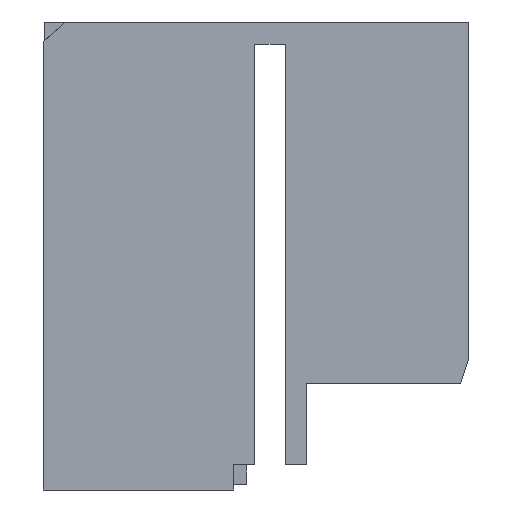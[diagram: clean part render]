
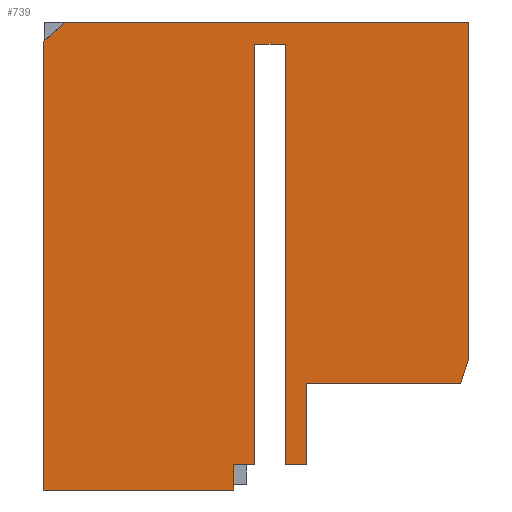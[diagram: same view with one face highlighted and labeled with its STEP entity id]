
A CAD part, front view. The second image highlights one B-rep face of the part: STEP entity #739.
In plain terms, the highlighted planar face has unit normal (0, -1, 0).
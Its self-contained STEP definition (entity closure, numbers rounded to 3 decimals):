
#54=FACE_OUTER_BOUND('',#94,.T.);
#94=EDGE_LOOP('',(#648,#649,#650,#651,#652,#653,#654,#655,#656,#657,#658,
#659,#660,#661));
#110=LINE('',#1008,#211);
#113=LINE('',#1013,#214);
#115=LINE('',#1018,#216);
#121=LINE('',#1029,#222);
#125=LINE('',#1037,#226);
#132=LINE('',#1051,#233);
#142=LINE('',#1071,#243);
#174=LINE('',#1131,#275);
#175=LINE('',#1136,#276);
#184=LINE('',#1153,#285);
#189=LINE('',#1163,#290);
#191=LINE('',#1168,#292);
#193=LINE('',#1172,#294);
#195=LINE('',#1175,#296);
#211=VECTOR('',#816,10.);
#214=VECTOR('',#821,10.);
#216=VECTOR('',#825,10.);
#222=VECTOR('',#835,10.);
#226=VECTOR('',#841,10.);
#233=VECTOR('',#850,10.);
#243=VECTOR('',#862,10.);
#275=VECTOR('',#924,10.);
#276=VECTOR('',#929,10.);
#285=VECTOR('',#942,10.);
#290=VECTOR('',#957,10.);
#292=VECTOR('',#963,10.);
#294=VECTOR('',#967,10.);
#296=VECTOR('',#971,10.);
#310=VERTEX_POINT('',#1005);
#311=VERTEX_POINT('',#1007);
#312=VERTEX_POINT('',#1011);
#313=VERTEX_POINT('',#1015);
#314=VERTEX_POINT('',#1017);
#317=VERTEX_POINT('',#1027);
#320=VERTEX_POINT('',#1035);
#326=VERTEX_POINT('',#1049);
#334=VERTEX_POINT('',#1068);
#335=VERTEX_POINT('',#1070);
#349=VERTEX_POINT('',#1134);
#350=VERTEX_POINT('',#1135);
#357=VERTEX_POINT('',#1167);
#358=VERTEX_POINT('',#1171);
#374=EDGE_CURVE('',#311,#310,#110,.T.);
#377=EDGE_CURVE('',#312,#310,#113,.T.);
#379=EDGE_CURVE('',#313,#314,#115,.T.);
#385=EDGE_CURVE('',#317,#313,#121,.T.);
#389=EDGE_CURVE('',#312,#320,#125,.T.);
#396=EDGE_CURVE('',#317,#326,#132,.T.);
#406=EDGE_CURVE('',#335,#334,#142,.T.);
#438=EDGE_CURVE('',#334,#314,#174,.T.);
#439=EDGE_CURVE('',#349,#350,#175,.T.);
#448=EDGE_CURVE('',#320,#350,#184,.T.);
#453=EDGE_CURVE('',#335,#349,#189,.T.);
#455=EDGE_CURVE('',#357,#311,#191,.T.);
#457=EDGE_CURVE('',#357,#358,#193,.T.);
#459=EDGE_CURVE('',#358,#326,#195,.T.);
#648=ORIENTED_EDGE('',*,*,#374,.T.);
#649=ORIENTED_EDGE('',*,*,#377,.F.);
#650=ORIENTED_EDGE('',*,*,#389,.T.);
#651=ORIENTED_EDGE('',*,*,#448,.T.);
#652=ORIENTED_EDGE('',*,*,#439,.F.);
#653=ORIENTED_EDGE('',*,*,#453,.F.);
#654=ORIENTED_EDGE('',*,*,#406,.T.);
#655=ORIENTED_EDGE('',*,*,#438,.T.);
#656=ORIENTED_EDGE('',*,*,#379,.F.);
#657=ORIENTED_EDGE('',*,*,#385,.F.);
#658=ORIENTED_EDGE('',*,*,#396,.T.);
#659=ORIENTED_EDGE('',*,*,#459,.F.);
#660=ORIENTED_EDGE('',*,*,#457,.F.);
#661=ORIENTED_EDGE('',*,*,#455,.T.);
#700=PLANE('',#792);
#739=ADVANCED_FACE('',(#54),#700,.T.);
#792=AXIS2_PLACEMENT_3D('',#1176,#972,#973);
#816=DIRECTION('',(0.,0.,-1.));
#821=DIRECTION('',(-1.,0.,0.));
#825=DIRECTION('',(0.,0.,1.));
#835=DIRECTION('',(-1.,0.,0.));
#841=DIRECTION('',(0.,0.,1.));
#850=DIRECTION('',(0.,0.,1.));
#862=DIRECTION('',(-1.,0.,0.));
#924=DIRECTION('',(-0.753,0.,-0.659));
#929=DIRECTION('',(-0.316,0.,-0.949));
#942=DIRECTION('',(1.,0.,0.));
#957=DIRECTION('',(0.,0.,-1.));
#963=DIRECTION('',(1.,0.,0.));
#967=DIRECTION('',(0.,0.,-1.));
#971=DIRECTION('',(-1.,0.,0.));
#972=DIRECTION('center_axis',(0.,-1.,0.));
#973=DIRECTION('ref_axis',(-1.,0.,0.));
#1005=CARTESIAN_POINT('',(-38.398,-135.,-150.));
#1007=CARTESIAN_POINT('',(-38.398,-135.,0.));
#1008=CARTESIAN_POINT('',(-38.398,-135.,0.));
#1011=CARTESIAN_POINT('',(-30.898,-135.,-150.));
#1013=CARTESIAN_POINT('',(-30.898,-135.,-150.));
#1015=CARTESIAN_POINT('',(-124.828,-135.,-159.));
#1017=CARTESIAN_POINT('',(-124.828,-135.,1.));
#1018=CARTESIAN_POINT('',(-124.828,-135.,-159.));
#1027=CARTESIAN_POINT('',(-56.828,-135.,-159.));
#1029=CARTESIAN_POINT('',(-56.828,-135.,-159.));
#1035=CARTESIAN_POINT('',(-30.898,-135.,-121.));
#1037=CARTESIAN_POINT('',(-30.898,-135.,0.));
#1049=CARTESIAN_POINT('',(-56.828,-135.,-150.));
#1051=CARTESIAN_POINT('',(-56.828,-135.,-150.));
#1068=CARTESIAN_POINT('',(-116.828,-135.,8.));
#1070=CARTESIAN_POINT('',(27.102,-135.,8.));
#1071=CARTESIAN_POINT('',(-56.828,-135.,8.));
#1131=CARTESIAN_POINT('',(-116.828,-135.,8.));
#1134=CARTESIAN_POINT('',(27.102,-135.,-112.));
#1135=CARTESIAN_POINT('',(24.102,-135.,-121.));
#1136=CARTESIAN_POINT('',(27.102,-135.,-112.));
#1153=CARTESIAN_POINT('',(-30.898,-135.,-121.));
#1163=CARTESIAN_POINT('',(27.102,-135.,8.));
#1167=CARTESIAN_POINT('',(-49.328,-135.,0.));
#1168=CARTESIAN_POINT('',(-56.828,-135.,0.));
#1171=CARTESIAN_POINT('',(-49.328,-135.,-150.));
#1172=CARTESIAN_POINT('',(-49.328,-135.,0.));
#1175=CARTESIAN_POINT('',(-56.828,-135.,-150.));
#1176=CARTESIAN_POINT('Origin',(-30.898,-135.,0.));
